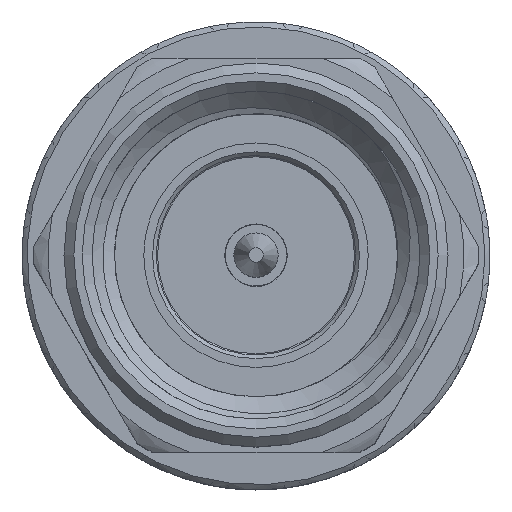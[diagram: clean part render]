
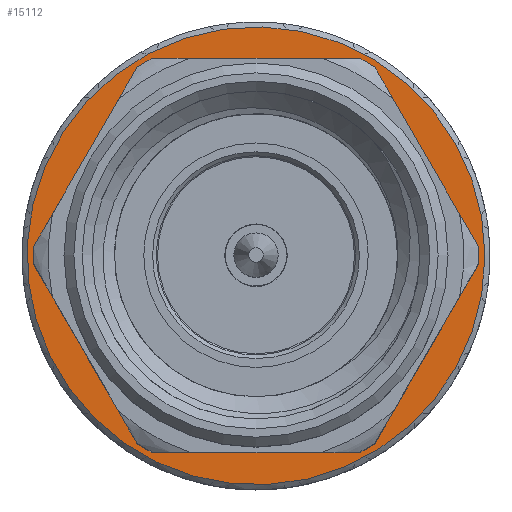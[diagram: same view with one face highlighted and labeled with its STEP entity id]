
A CAD part, top view. The second image highlights one B-rep face of the part: STEP entity #15112.
In plain terms, the highlighted planar face has unit normal (0, 0, 1).
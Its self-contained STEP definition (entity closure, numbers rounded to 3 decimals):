
#146=PLANE('',#16168);
#4875=ORIENTED_EDGE('',*,*,#9203,.T.);
#4876=ORIENTED_EDGE('',*,*,#9202,.T.);
#9202=EDGE_CURVE('',#11071,#11071,#11738,.T.);
#9203=EDGE_CURVE('',#11072,#11072,#11739,.T.);
#11071=VERTEX_POINT('',#29863);
#11072=VERTEX_POINT('',#29866);
#11738=CIRCLE('',#16167,3.25);
#11739=CIRCLE('',#16169,4.65);
#12448=EDGE_LOOP('',(#4875));
#12449=EDGE_LOOP('',(#4876));
#13636=FACE_BOUND('',#12448,.T.);
#13637=FACE_BOUND('',#12449,.T.);
#15112=ADVANCED_FACE('',(#13636,#13637),#146,.T.);
#16167=AXIS2_PLACEMENT_3D('',#29862,#17380,#17381);
#16168=AXIS2_PLACEMENT_3D('',#29864,#17382,#17383);
#16169=AXIS2_PLACEMENT_3D('',#29865,#17384,#17385);
#17380=DIRECTION('',(0.,0.,-1.));
#17381=DIRECTION('',(-1.,0.,0.));
#17382=DIRECTION('',(0.,0.,1.));
#17383=DIRECTION('',(1.,0.,0.));
#17384=DIRECTION('',(0.,0.,1.));
#17385=DIRECTION('',(1.,0.,0.));
#29862=CARTESIAN_POINT('',(0.,0.,3.8));
#29863=CARTESIAN_POINT('',(-3.25,0.,3.8));
#29864=CARTESIAN_POINT('',(-1.625,0.,3.8));
#29865=CARTESIAN_POINT('',(0.,0.,3.8));
#29866=CARTESIAN_POINT('',(4.65,0.,3.8));
